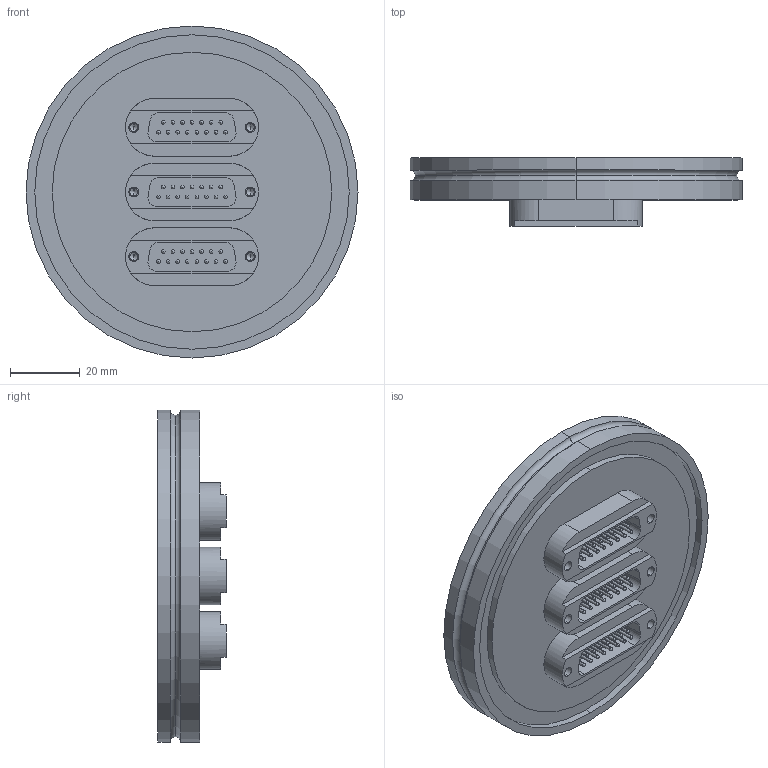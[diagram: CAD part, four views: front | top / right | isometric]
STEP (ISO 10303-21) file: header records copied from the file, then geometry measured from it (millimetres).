
FILE_DESCRIPTION (( 'STEP AP214' ), '1' );
FILE_NAME ('210-D15-ISO63-3.STEP', '2014-12-18T14:26:26', ( 'allectra' ), ( 'Microsoft' ), 'SwSTEP 2.0', 'SolidWorks 2014', '' );
FILE_SCHEMA (( 'AUTOMOTIVE_DESIGN' ));
Length unit declared in the file: millimetre
Products named in the file (5): 218-D9-37-SS_218-D15-SS; 9210-PIN-FENI_Pin vergoldet; 9218-D9-37-SS_15 pin 1mm; 9210-D15-ISO63-3_DN063 ISO-K; 210-D15-ISO63-3
Assembly tree (20 placements, depth 3):
  210-D15-ISO63-3
    9210-D15-ISO63-3_DN063 ISO-K
    218-D9-37-SS_218-D15-SS  x3
      9218-D9-37-SS_15 pin 1mm
      9210-PIN-FENI_Pin vergoldet
Bounding box: 95 x 19.5 x 95 mm (x, y, z)
Volume: 73698.4 mm3; surface area: 33310.6 mm2
Topology: 49 solids, 49 shells, 484 faces, 1326 edges, 862 vertices
Faces by surface type: cylinder 280, sphere 90, plane 86, cone 24, torus 4
Entity records: 4154 total; most frequent: DIRECTION 770, CARTESIAN_POINT 660, ORIENTED_EDGE 616, AXIS2_PLACEMENT_3D 312, EDGE_CURVE 308, VERTEX_POINT 202, EDGE_LOOP 176, CIRCLE 162
